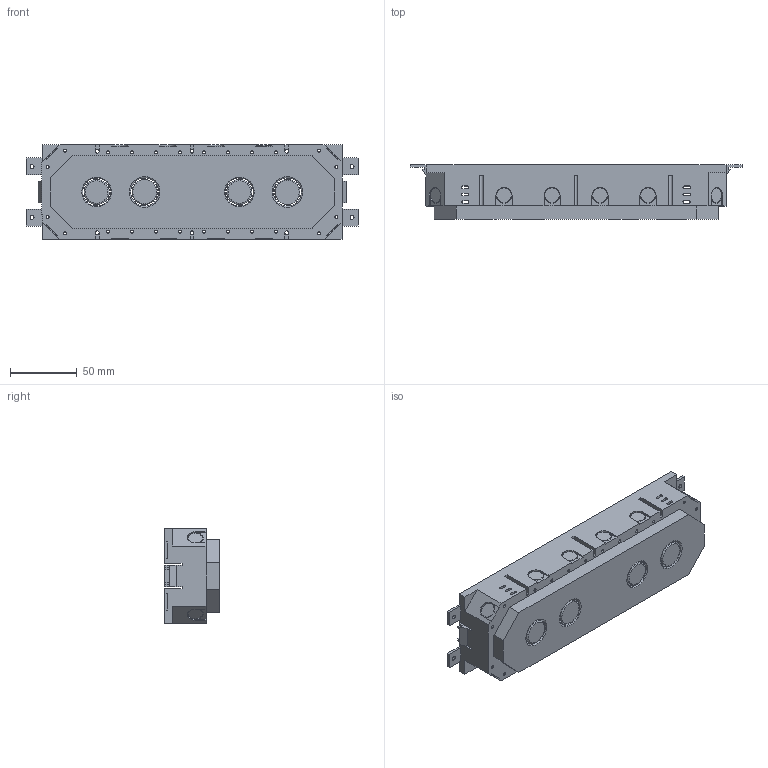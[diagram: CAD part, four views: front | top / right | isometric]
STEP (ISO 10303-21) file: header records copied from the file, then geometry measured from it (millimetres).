
FILE_DESCRIPTION (( 'STEP AP203' ), '1' );
FILE_NAME ('KNP-80-16-PA-7012 Êîðîáêà ïðèáîðíàÿ ONFLOOR.STEP', '2016-02-25T13:56:23', ( '' ), ( '' ), 'SwSTEP 2.0', 'SolidWorks 2014', '' );
FILE_SCHEMA (( 'CONFIG_CONTROL_DESIGN' ));
Length unit declared in the file: millimetre
Products named in the file (1): KNP-80-16-PA-7012 Êîðîáêà ïðèáîðíàÿ ONFLOOR
Bounding box: 249 x 41 x 71 mm (x, y, z)
Volume: 80387.9 mm3; surface area: 83972.9 mm2
Topology: 1 solids, 1 shells, 588 faces, 1936 edges, 1294 vertices
Faces by surface type: plane 390, cylinder 168, cone 30
Full cylindrical faces by diameter (mm): 2.2 x24, 2.8 x6, 3 x4
Entity records: 21375 total; most frequent: CARTESIAN_POINT 3909, ORIENTED_EDGE 3748, DIRECTION 3472, EDGE_CURVE 1874, LINE 1334, VECTOR 1334, VERTEX_POINT 1266, AXIS2_PLACEMENT_3D 1069
